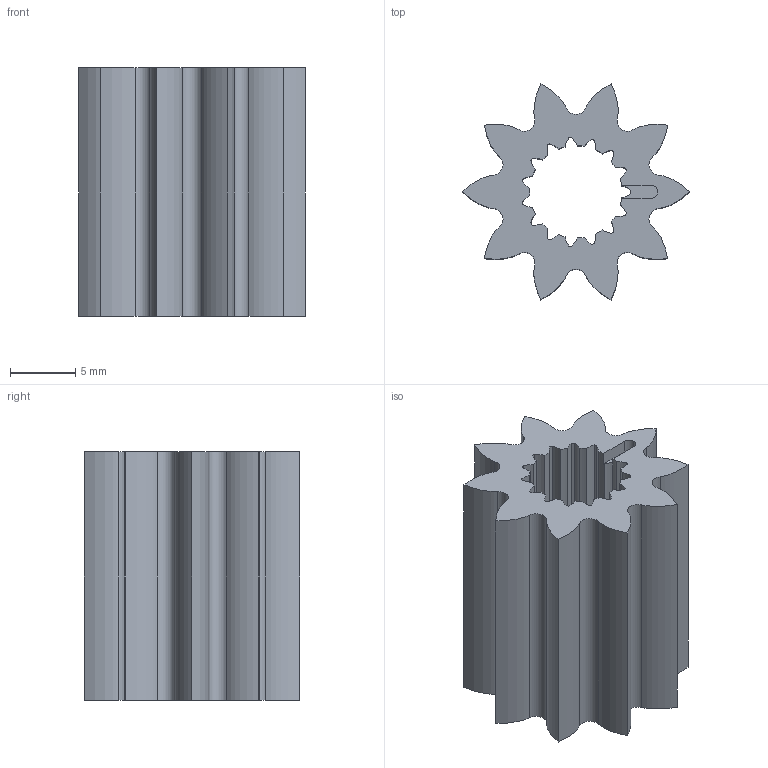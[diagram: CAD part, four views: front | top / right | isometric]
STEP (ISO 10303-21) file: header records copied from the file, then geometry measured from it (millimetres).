
FILE_DESCRIPTION (( 'STEP AP214' ), '1' );
FILE_NAME ('REV-21-4014.STEP', '2025-10-06T21:27:48', ( '' ), ( '' ), 'SwSTEP 2.0', 'SolidWorks 2022', '' );
FILE_SCHEMA (( 'AUTOMOTIVE_DESIGN' ));
Length unit declared in the file: millimetre
Products named in the file (1): REV-21-4014
Bounding box: 17.36 x 16.51 x 19 mm (x, y, z)
Volume: 2187.9 mm3; surface area: 2291.8 mm2
Topology: 1 solids, 1 shells, 169 faces, 477 edges, 318 vertices
Faces by surface type: bspline 67, plane 59, cylinder 43
Entity records: 9186 total; most frequent: CARTESIAN_POINT 4384, ORIENTED_EDGE 954, DIRECTION 637, EDGE_CURVE 477, VERTEX_POINT 318, VECTOR 255, LINE 255, AXIS2_PLACEMENT_3D 191
